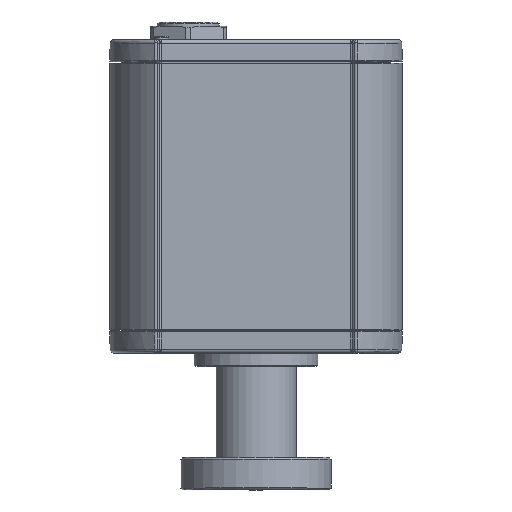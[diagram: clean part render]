
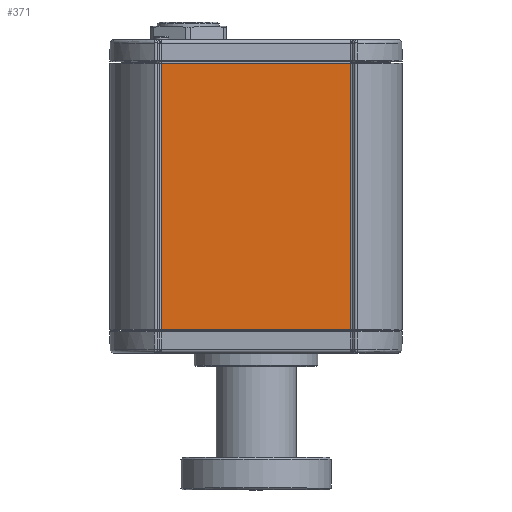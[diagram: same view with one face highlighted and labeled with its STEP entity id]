
A CAD part, top view. The second image highlights one B-rep face of the part: STEP entity #371.
In plain terms, the highlighted planar face has unit normal (0, 0, 1).
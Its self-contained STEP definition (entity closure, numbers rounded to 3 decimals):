
#313=CARTESIAN_POINT('',(-21.32,-60.0,18.));
#314=VERTEX_POINT('',#313);
#322=CARTESIAN_POINT('',(-21.32,0.0,18.));
#323=VERTEX_POINT('',#322);
#324=CARTESIAN_POINT('',(-21.32,0.0,18.));
#325=DIRECTION('',(0.0,-1.0,0.0));
#326=VECTOR('',#325,60.0);
#327=LINE('',#324,#326);
#328=EDGE_CURVE('',#323,#314,#327,.T.);
#341=CARTESIAN_POINT('',(-21.527,-60.0,18.));
#342=DIRECTION('',(0.0,0.0,1.0));
#343=DIRECTION('',(1.0,0.0,0.0));
#344=AXIS2_PLACEMENT_3D('',#341,#342,#343);
#345=PLANE('',#344);
#346=CARTESIAN_POINT('',(21.32,0.0,18.));
#347=VERTEX_POINT('',#346);
#348=CARTESIAN_POINT('',(-21.32,0.0,18.));
#349=DIRECTION('',(1.0,0.0,0.0));
#350=VECTOR('',#349,42.639);
#351=LINE('',#348,#350);
#352=EDGE_CURVE('',#323,#347,#351,.T.);
#353=ORIENTED_EDGE('',*,*,#352,.F.);
#354=ORIENTED_EDGE('',*,*,#328,.T.);
#355=CARTESIAN_POINT('',(21.32,-60.0,18.));
#356=VERTEX_POINT('',#355);
#357=CARTESIAN_POINT('',(-21.32,-60.0,18.));
#358=DIRECTION('',(1.0,0.0,0.0));
#359=VECTOR('',#358,42.639);
#360=LINE('',#357,#359);
#361=EDGE_CURVE('',#314,#356,#360,.T.);
#362=ORIENTED_EDGE('',*,*,#361,.T.);
#363=CARTESIAN_POINT('',(21.32,-60.0,18.));
#364=DIRECTION('',(0.0,1.0,0.0));
#365=VECTOR('',#364,60.0);
#366=LINE('',#363,#365);
#367=EDGE_CURVE('',#356,#347,#366,.T.);
#368=ORIENTED_EDGE('',*,*,#367,.T.);
#369=EDGE_LOOP('',(#353,#354,#362,#368));
#370=FACE_OUTER_BOUND('',#369,.T.);
#371=ADVANCED_FACE('',(#370),#345,.T.);
